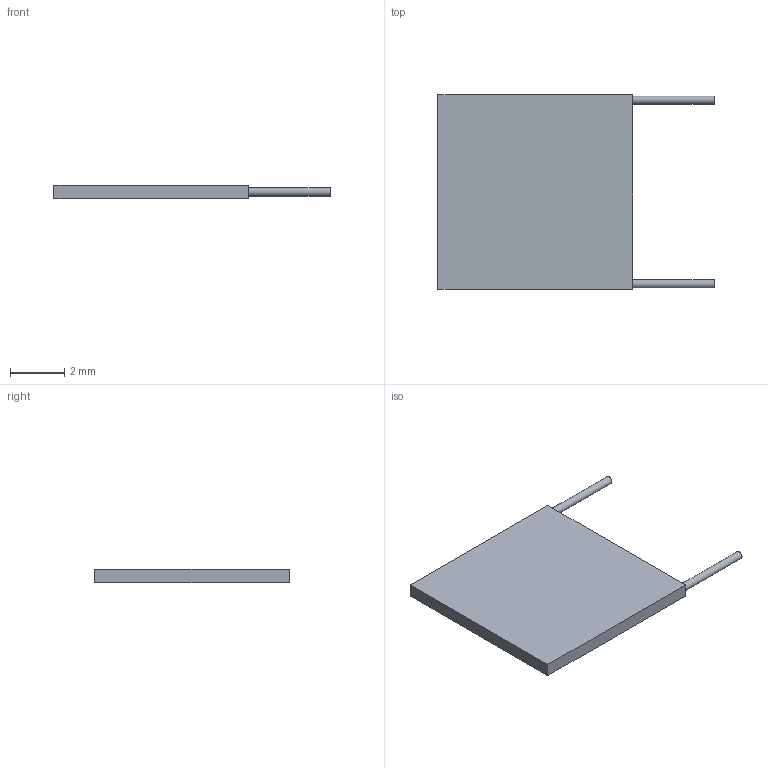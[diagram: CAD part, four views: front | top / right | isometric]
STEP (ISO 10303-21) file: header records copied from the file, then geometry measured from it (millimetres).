
FILE_DESCRIPTION(/* description */ ('STEP AP203'),/* implementation_level */ '2;1');
FILE_NAME(/* name */ '68a1f4b5cc2e406596a98b2d',/* time_stamp */ '2025-08-17T15:26:46Z',/* author */ (''),/* organization */ (''),/* preprocessor_version */ 'ST-DEVELOPER v20',/* originating_system */ 'ONSHAPE BY PTC INC, 1.202',/* authorisation */ ' ');
FILE_SCHEMA (('CONFIG_CONTROL_DESIGN'));
Length unit declared in the file: metre
Products named in the file (3): Photodiode; Part 1; Part 2
Assembly tree (3 placements, depth 2):
  Photodiode
    Part 1
    Part 2  x2
Bounding box: 10.21 x 7.21 x 0.5 mm (x, y, z)
Volume: 26.4 mm3; surface area: 124.3 mm2
Topology: 3 solids, 3 shells, 12 faces, 18 edges, 12 vertices
Faces by surface type: plane 10, cylinder 2
Full cylindrical faces by diameter (mm): 0.3 x2
Entity records: 290 total; most frequent: DIRECTION 42, CARTESIAN_POINT 37, ORIENTED_EDGE 28, AXIS2_PLACEMENT_3D 15, EDGE_CURVE 14, LINE 12, VECTOR 12, VERTEX_POINT 10
